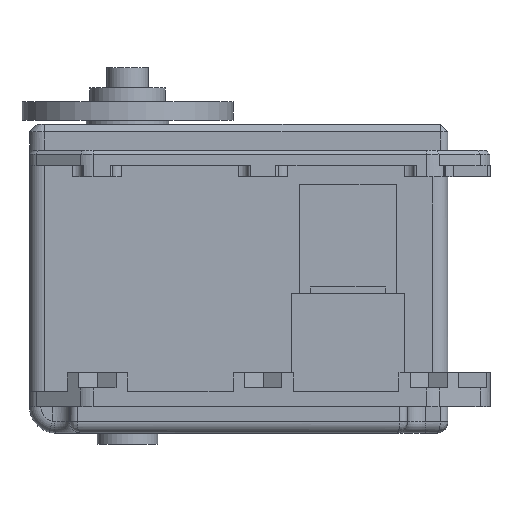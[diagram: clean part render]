
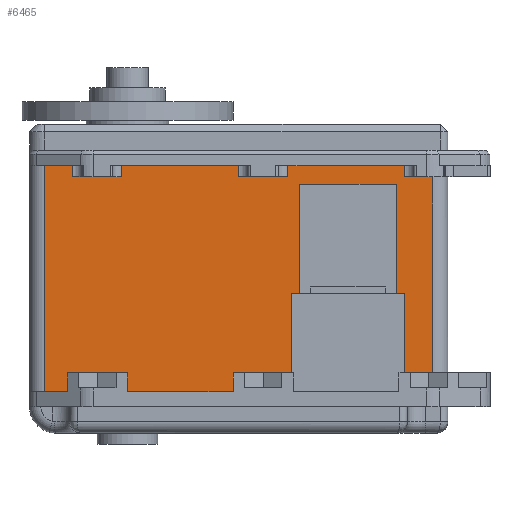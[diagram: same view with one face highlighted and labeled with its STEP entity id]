
A CAD part, left-side view. The second image highlights one B-rep face of the part: STEP entity #6465.
In plain terms, the highlighted planar face has unit normal (-1, 0, 0).
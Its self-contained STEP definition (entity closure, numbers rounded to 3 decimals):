
#284=FACE_OUTER_BOUND('',#642,.T.);
#642=EDGE_LOOP('',(#4456,#4457,#4458,#4459,#4460,#4461,#4462,#4463,#4464,
#4465,#4466,#4467,#4468,#4469,#4470,#4471,#4472,#4473,#4474,#4475,#4476,
#4477,#4478,#4479,#4480,#4481,#4482,#4483,#4484,#4485,#4486,#4487,#4488,
#4489));
#1111=LINE('',#10185,#1782);
#1112=LINE('',#10187,#1783);
#1113=LINE('',#10189,#1784);
#1114=LINE('',#10191,#1785);
#1115=LINE('',#10193,#1786);
#1116=LINE('',#10195,#1787);
#1117=LINE('',#10197,#1788);
#1118=LINE('',#10199,#1789);
#1119=LINE('',#10201,#1790);
#1120=LINE('',#10203,#1791);
#1121=LINE('',#10205,#1792);
#1122=LINE('',#10207,#1793);
#1123=LINE('',#10209,#1794);
#1124=LINE('',#10211,#1795);
#1125=LINE('',#10213,#1796);
#1126=LINE('',#10215,#1797);
#1127=LINE('',#10217,#1798);
#1128=LINE('',#10219,#1799);
#1129=LINE('',#10221,#1800);
#1130=LINE('',#10223,#1801);
#1131=LINE('',#10225,#1802);
#1132=LINE('',#10227,#1803);
#1133=LINE('',#10229,#1804);
#1134=LINE('',#10231,#1805);
#1135=LINE('',#10233,#1806);
#1136=LINE('',#10235,#1807);
#1137=LINE('',#10237,#1808);
#1138=LINE('',#10239,#1809);
#1139=LINE('',#10241,#1810);
#1140=LINE('',#10243,#1811);
#1141=LINE('',#10245,#1812);
#1142=LINE('',#10247,#1813);
#1143=LINE('',#10249,#1814);
#1144=LINE('',#10250,#1815);
#1782=VECTOR('',#7652,1.5);
#1783=VECTOR('',#7653,3.75);
#1784=VECTOR('',#7654,30.);
#1785=VECTOR('',#7655,3.025);
#1786=VECTOR('',#7656,2.5);
#1787=VECTOR('',#7657,3.875);
#1788=VECTOR('',#7658,0.201);
#1789=VECTOR('',#7659,3.875);
#1790=VECTOR('',#7660,2.5);
#1791=VECTOR('',#7661,14.05);
#1792=VECTOR('',#7662,2.5);
#1793=VECTOR('',#7663,3.875);
#1794=VECTOR('',#7664,0.201);
#1795=VECTOR('',#7665,3.65);
#1796=VECTOR('',#7666,10.5);
#1797=VECTOR('',#7667,1.1);
#1798=VECTOR('',#7668,14.5);
#1799=VECTOR('',#7669,12.8);
#1800=VECTOR('',#7670,14.5);
#1801=VECTOR('',#7671,1.1);
#1802=VECTOR('',#7672,10.5);
#1803=VECTOR('',#7673,3.15);
#1804=VECTOR('',#7674,0.201);
#1805=VECTOR('',#7675,0.4);
#1806=VECTOR('',#7676,26.);
#1807=VECTOR('',#7677,3.747);
#1808=VECTOR('',#7678,1.5);
#1809=VECTOR('',#7679,15.503);
#1810=VECTOR('',#7680,1.5);
#1811=VECTOR('',#7681,6.5);
#1812=VECTOR('',#7682,1.5);
#1813=VECTOR('',#7683,15.5);
#1814=VECTOR('',#7684,1.5);
#1815=VECTOR('',#7685,6.5);
#2749=VERTEX_POINT('',#10183);
#2750=VERTEX_POINT('',#10184);
#2751=VERTEX_POINT('',#10186);
#2752=VERTEX_POINT('',#10188);
#2753=VERTEX_POINT('',#10190);
#2754=VERTEX_POINT('',#10192);
#2755=VERTEX_POINT('',#10194);
#2756=VERTEX_POINT('',#10196);
#2757=VERTEX_POINT('',#10198);
#2758=VERTEX_POINT('',#10200);
#2759=VERTEX_POINT('',#10202);
#2760=VERTEX_POINT('',#10204);
#2761=VERTEX_POINT('',#10206);
#2762=VERTEX_POINT('',#10208);
#2763=VERTEX_POINT('',#10210);
#2764=VERTEX_POINT('',#10212);
#2765=VERTEX_POINT('',#10214);
#2766=VERTEX_POINT('',#10216);
#2767=VERTEX_POINT('',#10218);
#2768=VERTEX_POINT('',#10220);
#2769=VERTEX_POINT('',#10222);
#2770=VERTEX_POINT('',#10224);
#2771=VERTEX_POINT('',#10226);
#2772=VERTEX_POINT('',#10228);
#2773=VERTEX_POINT('',#10230);
#2774=VERTEX_POINT('',#10232);
#2775=VERTEX_POINT('',#10234);
#2776=VERTEX_POINT('',#10236);
#2777=VERTEX_POINT('',#10238);
#2778=VERTEX_POINT('',#10240);
#2779=VERTEX_POINT('',#10242);
#2780=VERTEX_POINT('',#10244);
#2781=VERTEX_POINT('',#10246);
#2782=VERTEX_POINT('',#10248);
#3419=EDGE_CURVE('',#2749,#2750,#1111,.T.);
#3420=EDGE_CURVE('',#2751,#2749,#1112,.T.);
#3421=EDGE_CURVE('',#2751,#2752,#1113,.T.);
#3422=EDGE_CURVE('',#2752,#2753,#1114,.T.);
#3423=EDGE_CURVE('',#2753,#2754,#1115,.T.);
#3424=EDGE_CURVE('',#2755,#2754,#1116,.T.);
#3425=EDGE_CURVE('',#2756,#2755,#1117,.T.);
#3426=EDGE_CURVE('',#2757,#2756,#1118,.T.);
#3427=EDGE_CURVE('',#2758,#2757,#1119,.T.);
#3428=EDGE_CURVE('',#2758,#2759,#1120,.T.);
#3429=EDGE_CURVE('',#2759,#2760,#1121,.T.);
#3430=EDGE_CURVE('',#2761,#2760,#1122,.T.);
#3431=EDGE_CURVE('',#2762,#2761,#1123,.T.);
#3432=EDGE_CURVE('',#2763,#2762,#1124,.T.);
#3433=EDGE_CURVE('',#2763,#2764,#1125,.T.);
#3434=EDGE_CURVE('',#2765,#2764,#1126,.T.);
#3435=EDGE_CURVE('',#2765,#2766,#1127,.T.);
#3436=EDGE_CURVE('',#2767,#2766,#1128,.T.);
#3437=EDGE_CURVE('',#2768,#2767,#1129,.T.);
#3438=EDGE_CURVE('',#2769,#2768,#1130,.T.);
#3439=EDGE_CURVE('',#2770,#2769,#1131,.T.);
#3440=EDGE_CURVE('',#2771,#2770,#1132,.T.);
#3441=EDGE_CURVE('',#2772,#2771,#1133,.T.);
#3442=EDGE_CURVE('',#2773,#2772,#1134,.T.);
#3443=EDGE_CURVE('',#2773,#2774,#1135,.T.);
#3444=EDGE_CURVE('',#2774,#2775,#1136,.T.);
#3445=EDGE_CURVE('',#2776,#2775,#1137,.T.);
#3446=EDGE_CURVE('',#2777,#2776,#1138,.T.);
#3447=EDGE_CURVE('',#2778,#2777,#1139,.T.);
#3448=EDGE_CURVE('',#2778,#2779,#1140,.T.);
#3449=EDGE_CURVE('',#2780,#2779,#1141,.T.);
#3450=EDGE_CURVE('',#2781,#2780,#1142,.T.);
#3451=EDGE_CURVE('',#2782,#2781,#1143,.T.);
#3452=EDGE_CURVE('',#2782,#2750,#1144,.T.);
#4456=ORIENTED_EDGE('',*,*,#3419,.F.);
#4457=ORIENTED_EDGE('',*,*,#3420,.F.);
#4458=ORIENTED_EDGE('',*,*,#3421,.T.);
#4459=ORIENTED_EDGE('',*,*,#3422,.T.);
#4460=ORIENTED_EDGE('',*,*,#3423,.T.);
#4461=ORIENTED_EDGE('',*,*,#3424,.F.);
#4462=ORIENTED_EDGE('',*,*,#3425,.F.);
#4463=ORIENTED_EDGE('',*,*,#3426,.F.);
#4464=ORIENTED_EDGE('',*,*,#3427,.F.);
#4465=ORIENTED_EDGE('',*,*,#3428,.T.);
#4466=ORIENTED_EDGE('',*,*,#3429,.T.);
#4467=ORIENTED_EDGE('',*,*,#3430,.F.);
#4468=ORIENTED_EDGE('',*,*,#3431,.F.);
#4469=ORIENTED_EDGE('',*,*,#3432,.F.);
#4470=ORIENTED_EDGE('',*,*,#3433,.T.);
#4471=ORIENTED_EDGE('',*,*,#3434,.F.);
#4472=ORIENTED_EDGE('',*,*,#3435,.T.);
#4473=ORIENTED_EDGE('',*,*,#3436,.F.);
#4474=ORIENTED_EDGE('',*,*,#3437,.F.);
#4475=ORIENTED_EDGE('',*,*,#3438,.F.);
#4476=ORIENTED_EDGE('',*,*,#3439,.F.);
#4477=ORIENTED_EDGE('',*,*,#3440,.F.);
#4478=ORIENTED_EDGE('',*,*,#3441,.F.);
#4479=ORIENTED_EDGE('',*,*,#3442,.F.);
#4480=ORIENTED_EDGE('',*,*,#3443,.T.);
#4481=ORIENTED_EDGE('',*,*,#3444,.T.);
#4482=ORIENTED_EDGE('',*,*,#3445,.F.);
#4483=ORIENTED_EDGE('',*,*,#3446,.F.);
#4484=ORIENTED_EDGE('',*,*,#3447,.F.);
#4485=ORIENTED_EDGE('',*,*,#3448,.T.);
#4486=ORIENTED_EDGE('',*,*,#3449,.F.);
#4487=ORIENTED_EDGE('',*,*,#3450,.F.);
#4488=ORIENTED_EDGE('',*,*,#3451,.F.);
#4489=ORIENTED_EDGE('',*,*,#3452,.T.);
#6232=PLANE('',#6854);
#6465=ADVANCED_FACE('',(#284),#6232,.T.);
#6854=AXIS2_PLACEMENT_3D('',#10182,#7650,#7651);
#7650=DIRECTION('center_axis',(-1.,0.,0.));
#7651=DIRECTION('ref_axis',(0.,-1.,0.));
#7652=DIRECTION('',(0.,0.,-1.));
#7653=DIRECTION('',(0.,-1.,0.));
#7654=DIRECTION('',(0.,0.,-1.));
#7655=DIRECTION('',(0.,-1.,0.));
#7656=DIRECTION('',(0.,0.,1.));
#7657=DIRECTION('',(0.,1.,0.));
#7658=DIRECTION('',(0.,1.,0.));
#7659=DIRECTION('',(0.,1.,0.));
#7660=DIRECTION('',(0.,0.,1.));
#7661=DIRECTION('',(0.,-1.,0.));
#7662=DIRECTION('',(0.,0.,1.));
#7663=DIRECTION('',(0.,1.,0.));
#7664=DIRECTION('',(0.,1.,0.));
#7665=DIRECTION('',(0.,1.,0.));
#7666=DIRECTION('',(0.,0.,1.));
#7667=DIRECTION('',(0.,1.,0.));
#7668=DIRECTION('',(0.,0.,1.));
#7669=DIRECTION('',(0.,1.,0.));
#7670=DIRECTION('',(0.,0.,1.));
#7671=DIRECTION('',(0.,1.,0.));
#7672=DIRECTION('',(0.,0.,1.));
#7673=DIRECTION('',(0.,1.,0.));
#7674=DIRECTION('',(0.,1.,0.));
#7675=DIRECTION('',(0.,1.,0.));
#7676=DIRECTION('',(0.,0.,1.));
#7677=DIRECTION('',(0.,1.,0.));
#7678=DIRECTION('',(0.,0.,-1.));
#7679=DIRECTION('',(0.,-1.,0.));
#7680=DIRECTION('',(0.,0.,1.));
#7681=DIRECTION('',(0.,1.,0.));
#7682=DIRECTION('',(0.,0.,-1.));
#7683=DIRECTION('',(0.,-1.,0.));
#7684=DIRECTION('',(0.,0.,1.));
#7685=DIRECTION('',(0.,1.,0.));
#10182=CARTESIAN_POINT('Origin',(-14.5,13.,-20.5));
#10183=CARTESIAN_POINT('',(-14.5,7.25,15.));
#10184=CARTESIAN_POINT('',(-14.5,7.25,13.5));
#10185=CARTESIAN_POINT('',(-14.5,7.25,15.));
#10186=CARTESIAN_POINT('',(-14.5,11.,15.));
#10187=CARTESIAN_POINT('',(-14.5,11.,15.));
#10188=CARTESIAN_POINT('',(-14.5,11.,-15.));
#10189=CARTESIAN_POINT('',(-14.5,11.,15.));
#10190=CARTESIAN_POINT('',(-14.5,7.975,-15.));
#10191=CARTESIAN_POINT('',(-14.5,11.,-15.));
#10192=CARTESIAN_POINT('',(-14.5,7.975,-12.5));
#10193=CARTESIAN_POINT('',(-14.5,7.975,-15.));
#10194=CARTESIAN_POINT('',(-14.5,4.1,-12.5));
#10195=CARTESIAN_POINT('',(-14.5,4.1,-12.5));
#10196=CARTESIAN_POINT('',(-14.5,3.9,-12.5));
#10197=CARTESIAN_POINT('',(-14.5,3.9,-12.5));
#10198=CARTESIAN_POINT('',(-14.5,0.025,-12.5));
#10199=CARTESIAN_POINT('',(-14.5,0.025,-12.5));
#10200=CARTESIAN_POINT('',(-14.5,0.025,-15.));
#10201=CARTESIAN_POINT('',(-14.5,0.025,-15.));
#10202=CARTESIAN_POINT('',(-14.5,-14.025,-15.));
#10203=CARTESIAN_POINT('',(-14.5,0.025,-15.));
#10204=CARTESIAN_POINT('',(-14.5,-14.025,-12.5));
#10205=CARTESIAN_POINT('',(-14.5,-14.025,-15.));
#10206=CARTESIAN_POINT('',(-14.5,-17.9,-12.5));
#10207=CARTESIAN_POINT('',(-14.5,-17.9,-12.5));
#10208=CARTESIAN_POINT('',(-14.5,-18.1,-12.5));
#10209=CARTESIAN_POINT('',(-14.5,-18.1,-12.5));
#10210=CARTESIAN_POINT('',(-14.5,-21.75,-12.5));
#10211=CARTESIAN_POINT('',(-14.5,-21.75,-12.5));
#10212=CARTESIAN_POINT('',(-14.5,-21.75,-2.));
#10213=CARTESIAN_POINT('',(-14.5,-21.75,-12.5));
#10214=CARTESIAN_POINT('',(-14.5,-22.85,-2.));
#10215=CARTESIAN_POINT('',(-14.5,-22.85,-2.));
#10216=CARTESIAN_POINT('',(-14.5,-22.85,12.5));
#10217=CARTESIAN_POINT('',(-14.5,-22.85,-2.));
#10218=CARTESIAN_POINT('',(-14.5,-35.65,12.5));
#10219=CARTESIAN_POINT('',(-14.5,-35.65,12.5));
#10220=CARTESIAN_POINT('',(-14.5,-35.65,-2.));
#10221=CARTESIAN_POINT('',(-14.5,-35.65,-2.));
#10222=CARTESIAN_POINT('',(-14.5,-36.75,-2.));
#10223=CARTESIAN_POINT('',(-14.5,-36.75,-2.));
#10224=CARTESIAN_POINT('',(-14.5,-36.75,-12.5));
#10225=CARTESIAN_POINT('',(-14.5,-36.75,-12.5));
#10226=CARTESIAN_POINT('',(-14.5,-39.9,-12.5));
#10227=CARTESIAN_POINT('',(-14.5,-39.9,-12.5));
#10228=CARTESIAN_POINT('',(-14.5,-40.1,-12.5));
#10229=CARTESIAN_POINT('',(-14.5,-40.1,-12.5));
#10230=CARTESIAN_POINT('',(-14.5,-40.5,-12.5));
#10231=CARTESIAN_POINT('',(-14.5,-40.5,-12.5));
#10232=CARTESIAN_POINT('',(-14.5,-40.5,13.5));
#10233=CARTESIAN_POINT('',(-14.5,-40.5,-12.5));
#10234=CARTESIAN_POINT('',(-14.5,-36.753,13.5));
#10235=CARTESIAN_POINT('',(-14.5,-40.5,13.5));
#10236=CARTESIAN_POINT('',(-14.5,-36.753,15.));
#10237=CARTESIAN_POINT('',(-14.5,-36.753,15.));
#10238=CARTESIAN_POINT('',(-14.5,-21.25,15.));
#10239=CARTESIAN_POINT('',(-14.5,-21.25,15.));
#10240=CARTESIAN_POINT('',(-14.5,-21.25,13.5));
#10241=CARTESIAN_POINT('',(-14.5,-21.25,13.5));
#10242=CARTESIAN_POINT('',(-14.5,-14.75,13.5));
#10243=CARTESIAN_POINT('',(-14.5,-21.25,13.5));
#10244=CARTESIAN_POINT('',(-14.5,-14.75,15.));
#10245=CARTESIAN_POINT('',(-14.5,-14.75,15.));
#10246=CARTESIAN_POINT('',(-14.5,0.75,15.));
#10247=CARTESIAN_POINT('',(-14.5,0.75,15.));
#10248=CARTESIAN_POINT('',(-14.5,0.75,13.5));
#10249=CARTESIAN_POINT('',(-14.5,0.75,13.5));
#10250=CARTESIAN_POINT('',(-14.5,0.75,13.5));
